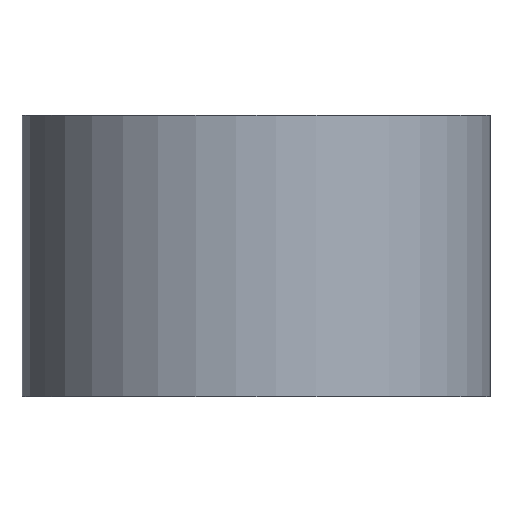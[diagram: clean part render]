
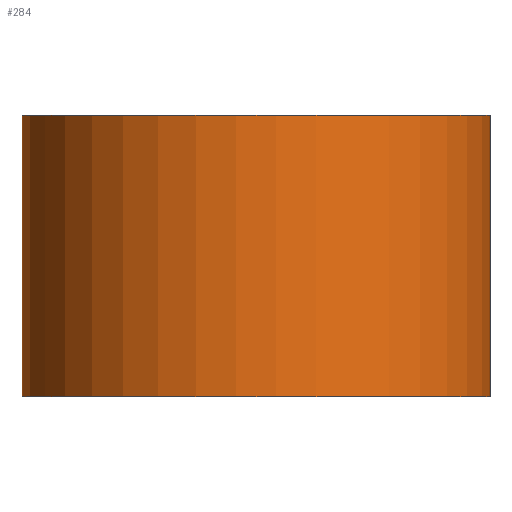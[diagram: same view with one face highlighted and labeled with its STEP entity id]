
A CAD part, left-side view. The second image highlights one B-rep face of the part: STEP entity #284.
In plain terms, the highlighted cylindrical face has radius 2.5 mm (diameter 5 mm), a partial arc.
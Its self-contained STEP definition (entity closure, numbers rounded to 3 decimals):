
#23=CYLINDRICAL_SURFACE('',#330,2.5);
#29=CIRCLE('',#304,2.5);
#45=CIRCLE('',#331,2.5);
#59=FACE_OUTER_BOUND('',#76,.T.);
#76=EDGE_LOOP('',(#248,#249,#250,#251));
#89=LINE('',#463,#110);
#100=LINE('',#499,#121);
#110=VECTOR('',#372,10.);
#121=VECTOR('',#415,10.);
#128=VERTEX_POINT('',#439);
#129=VERTEX_POINT('',#441);
#138=VERTEX_POINT('',#461);
#147=VERTEX_POINT('',#497);
#156=EDGE_CURVE('',#128,#129,#29,.T.);
#167=EDGE_CURVE('',#138,#128,#89,.T.);
#185=EDGE_CURVE('',#147,#129,#100,.T.);
#186=EDGE_CURVE('',#138,#147,#45,.T.);
#248=ORIENTED_EDGE('',*,*,#186,.T.);
#249=ORIENTED_EDGE('',*,*,#185,.T.);
#250=ORIENTED_EDGE('',*,*,#156,.F.);
#251=ORIENTED_EDGE('',*,*,#167,.F.);
#284=ADVANCED_FACE('',(#59),#23,.T.);
#304=AXIS2_PLACEMENT_3D('',#442,#350,#351);
#330=AXIS2_PLACEMENT_3D('',#500,#416,#417);
#331=AXIS2_PLACEMENT_3D('',#501,#418,#419);
#350=DIRECTION('center_axis',(0.,0.,1.));
#351=DIRECTION('ref_axis',(1.,0.,0.));
#372=DIRECTION('',(0.,0.,1.));
#415=DIRECTION('',(0.,0.,1.));
#416=DIRECTION('center_axis',(0.,0.,1.));
#417=DIRECTION('ref_axis',(-1.,0.,0.));
#418=DIRECTION('center_axis',(0.,0.,1.));
#419=DIRECTION('ref_axis',(1.,0.,0.));
#439=CARTESIAN_POINT('',(1.002,1.04,3.));
#441=CARTESIAN_POINT('',(1.002,-3.54,3.));
#442=CARTESIAN_POINT('Origin',(0.,-1.25,3.));
#461=CARTESIAN_POINT('',(1.002,1.04,0.));
#463=CARTESIAN_POINT('',(1.002,1.04,0.));
#497=CARTESIAN_POINT('',(1.002,-3.54,0.));
#499=CARTESIAN_POINT('',(1.002,-3.54,0.));
#500=CARTESIAN_POINT('Origin',(0.,-1.25,0.));
#501=CARTESIAN_POINT('Origin',(0.,-1.25,0.));
